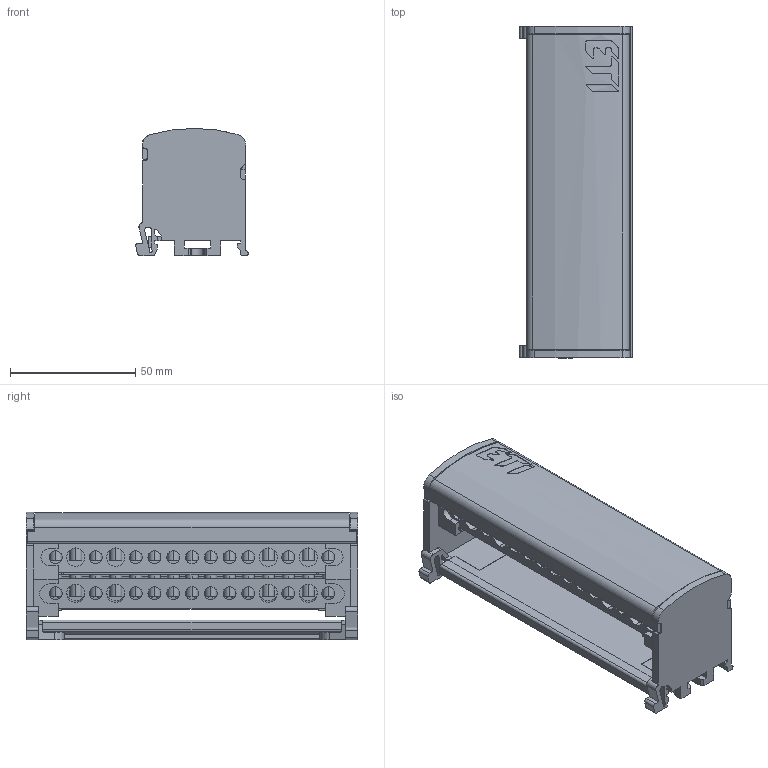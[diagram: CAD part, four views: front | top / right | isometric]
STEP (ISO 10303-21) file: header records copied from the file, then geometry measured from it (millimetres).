
FILE_DESCRIPTION((''),'2;1');
FILE_NAME('ASM0029_ASM','2021-03-11T',('marketing.praksa'),('Audax d.o.o.'),'CREO PARAMETRIC BY PTC INC, 2017480','CREO PARAMETRIC BY PTC INC, 2017480','');
FILE_SCHEMA(('AUTOMOTIVE_DESIGN { 1 0 10303 214 1 1 1 1 }'));
Length unit declared in the file: millimetre
Products named in the file (12): PRT0108; PRT0109; 207_POKROV_1_1_1_1_1_1_2_3; PRT0060_1_1_1_1_1_1_2_1_1_1_1_7; PRT0060_1_1_1_1_1_1_2_2_1_1_1_7; PRT0060_1_1_1_1_1_1_2_3_1_1_1_7; PRT0112; PRT0087_1_1_1_1_1_1_1_2; CERAMIC_MERGED_1_1_1_1_1_1_1_2; PRT0097_1_1_1_1_1_1_1_2; PRT0098_1_1_1_1_1_1_1_2; ASM0029_ASM
Assembly tree (40 placements, depth 2):
  ASM0029_ASM
    PRT0108
    PRT0109  x30
    207_POKROV_1_1_1_1_1_1_2_3
    PRT0060_1_1_1_1_1_1_2_1_1_1_1_7
    PRT0060_1_1_1_1_1_1_2_2_1_1_1_7
    PRT0060_1_1_1_1_1_1_2_3_1_1_1_7
    PRT0112
    PRT0087_1_1_1_1_1_1_1_2
    CERAMIC_MERGED_1_1_1_1_1_1_1_2
    PRT0097_1_1_1_1_1_1_1_2
    PRT0098_1_1_1_1_1_1_1_2
Bounding box: 44.94 x 132.7 x 50.88 mm (x, y, z)
Volume: 67390.4 mm3; surface area: 75068 mm2
Topology: 40 solids, 40 shells, 1037 faces, 2819 edges, 1895 vertices
Faces by surface type: plane 734, cylinder 303
Entity records: 24003 total; most frequent: CARTESIAN_POINT 3505, ORIENTED_EDGE 2854, DIRECTION 2754, PRESENTATION_STYLE_ASSIGNMENT 1616, STYLED_ITEM 1616, CURVE_STYLE 1427, EDGE_CURVE 1427, VERTEX_POINT 967
